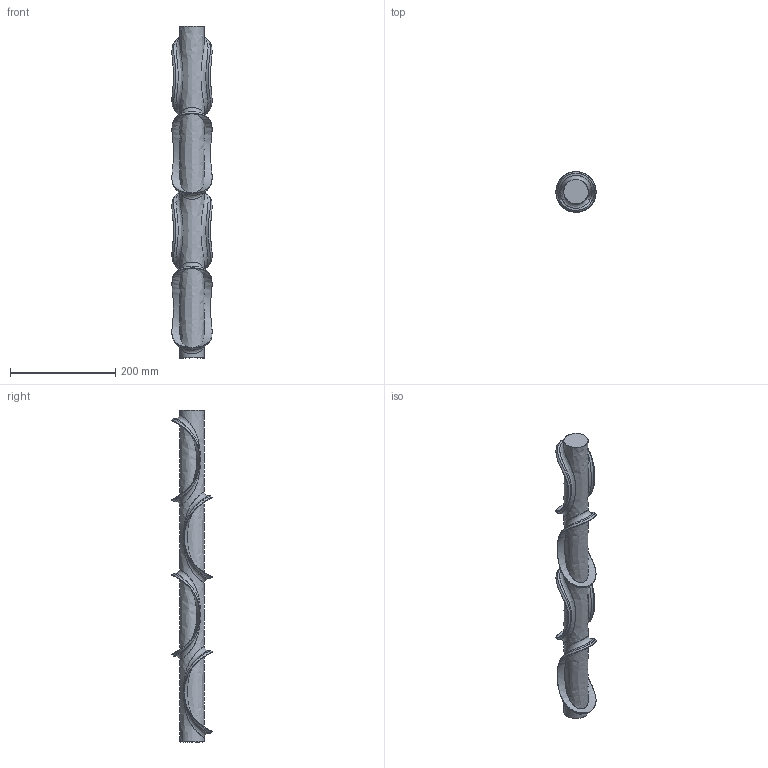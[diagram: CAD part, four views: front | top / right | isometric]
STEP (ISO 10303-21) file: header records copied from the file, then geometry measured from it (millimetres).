
FILE_DESCRIPTION((''),'2;1');
FILE_NAME('RODILLO 63CM 15CM SERV.STP','2025-06-19T11:35:05',(''),(''),'STEP Write','Mastercam X5 ... CNC Software, Inc.','');
FILE_SCHEMA(('AUTOMOTIVE_DESIGN'));
Length unit declared in the file: millimetre
Products named in the file (1): None
Bounding box: 76.2 x 76.2 x 630 mm (x, y, z)
Surface area: 142437.7 mm2 (no closed solid volume)
Topology: 0 solids, 27 shells, 27 faces, 121 edges, 121 vertices
Faces by surface type: bspline 27
Entity records: 40406 total; most frequent: CARTESIAN_POINT 39580, STYLED_ITEM 182, ORIENTED_EDGE 99, B_SPLINE_CURVE_WITH_KNOTS 81, EDGE_CURVE 78, VERTEX_POINT 57, DIRECTION 36, EDGE_LOOP 31
